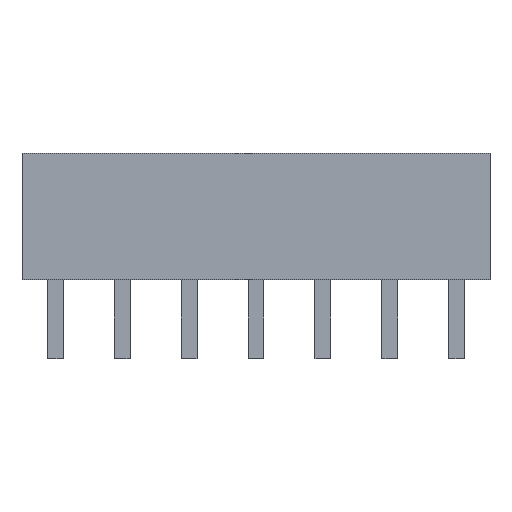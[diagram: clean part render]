
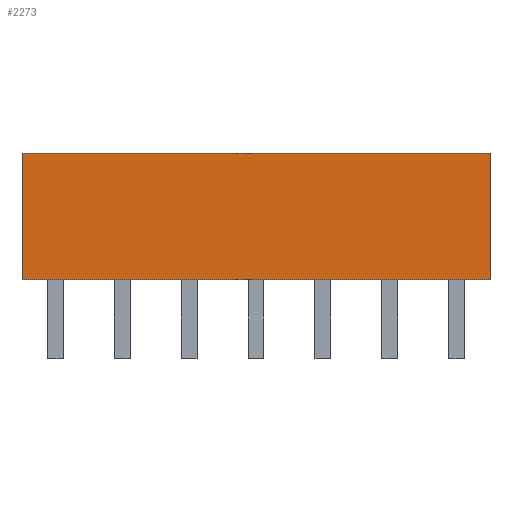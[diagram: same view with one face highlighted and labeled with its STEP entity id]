
A CAD part, top view. The second image highlights one B-rep face of the part: STEP entity #2273.
In plain terms, the highlighted planar face has unit normal (0, 0, 1).
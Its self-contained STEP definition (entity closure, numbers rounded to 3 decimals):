
#166 = VERTEX_POINT ( 'NONE', #770 ) ;
#284 = LINE ( 'NONE', #3172, #6762 ) ;
#426 = LINE ( 'NONE', #3888, #3354 ) ;
#608 = CARTESIAN_POINT ( 'NONE',  ( 8.89, 0., 5.08 ) ) ;
#770 = CARTESIAN_POINT ( 'NONE',  ( -8.89, 4.8, 5.08 ) ) ;
#951 = VERTEX_POINT ( 'NONE', #3872 ) ;
#1057 = CARTESIAN_POINT ( 'NONE',  ( 8.89, 4.8, 5.08 ) ) ;
#1191 = PLANE ( 'NONE',  #3679 ) ;
#1240 = ORIENTED_EDGE ( 'NONE', *, *, #4017, .T. ) ;
#1568 = EDGE_CURVE ( 'NONE', #3649, #4881, #426, .T. ) ;
#1741 = DIRECTION ( 'NONE',  ( 0., -1., 0. ) ) ;
#1996 = CARTESIAN_POINT ( 'NONE',  ( -8.89, 0., 5.08 ) ) ;
#2149 = LINE ( 'NONE', #1996, #6437 ) ;
#2273 = ADVANCED_FACE ( 'NONE', ( #5925 ), #1191, .F. ) ;
#2301 = ORIENTED_EDGE ( 'NONE', *, *, #4277, .F. ) ;
#3172 = CARTESIAN_POINT ( 'NONE',  ( 8.89, 0., 5.08 ) ) ;
#3354 = VECTOR ( 'NONE', #1741, 1000. ) ;
#3640 = LINE ( 'NONE', #1057, #3884 ) ;
#3649 = VERTEX_POINT ( 'NONE', #5111 ) ;
#3679 = AXIS2_PLACEMENT_3D ( 'NONE', #5898, #5928, #5392 ) ;
#3872 = CARTESIAN_POINT ( 'NONE',  ( -8.89, 0., 5.08 ) ) ;
#3884 = VECTOR ( 'NONE', #4169, 1000. ) ;
#3888 = CARTESIAN_POINT ( 'NONE',  ( 8.89, 0., 5.08 ) ) ;
#4017 = EDGE_CURVE ( 'NONE', #166, #951, #2149, .T. ) ;
#4169 = DIRECTION ( 'NONE',  ( -1., 0., 0. ) ) ;
#4277 = EDGE_CURVE ( 'NONE', #4881, #951, #284, .T. ) ;
#4671 = EDGE_CURVE ( 'NONE', #3649, #166, #3640, .T. ) ;
#4865 = ORIENTED_EDGE ( 'NONE', *, *, #1568, .F. ) ;
#4881 = VERTEX_POINT ( 'NONE', #608 ) ;
#4888 = ORIENTED_EDGE ( 'NONE', *, *, #4671, .T. ) ;
#5111 = CARTESIAN_POINT ( 'NONE',  ( 8.89, 4.8, 5.08 ) ) ;
#5142 = DIRECTION ( 'NONE',  ( -1., 0., 0. ) ) ;
#5392 = DIRECTION ( 'NONE',  ( 0., 1., 0. ) ) ;
#5638 = EDGE_LOOP ( 'NONE', ( #1240, #2301, #4865, #4888 ) ) ;
#5898 = CARTESIAN_POINT ( 'NONE',  ( 8.89, 0., 5.08 ) ) ;
#5925 = FACE_OUTER_BOUND ( 'NONE', #5638, .T. ) ;
#5928 = DIRECTION ( 'NONE',  ( 0., 0., -1. ) ) ;
#6437 = VECTOR ( 'NONE', #6649, 1000. ) ;
#6649 = DIRECTION ( 'NONE',  ( 0., -1., 0. ) ) ;
#6762 = VECTOR ( 'NONE', #5142, 1000. ) ;
